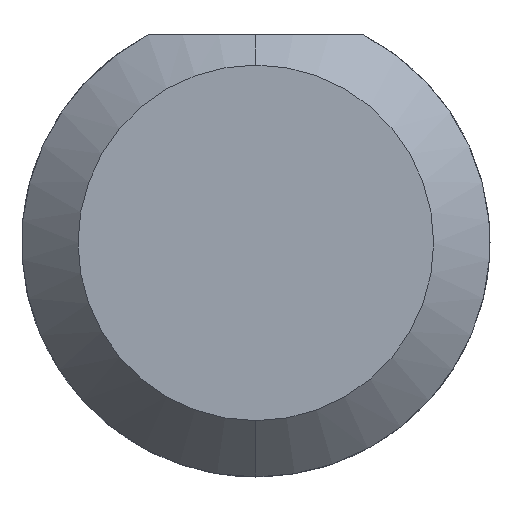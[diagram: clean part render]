
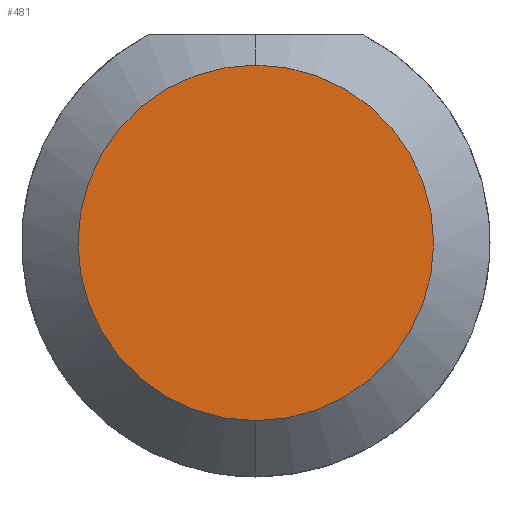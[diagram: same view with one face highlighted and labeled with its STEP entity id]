
A CAD part, left-side view. The second image highlights one B-rep face of the part: STEP entity #481.
In plain terms, the highlighted planar face has unit normal (-1, 0, 0).
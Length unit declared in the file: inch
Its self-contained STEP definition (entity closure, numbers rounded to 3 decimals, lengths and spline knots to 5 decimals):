
#17 = DIRECTION ( 'NONE',  ( 1., 0., 0. ) ) ;
#64 = CIRCLE ( 'NONE', #813, 0.04735 ) ;
#81 = CARTESIAN_POINT ( 'NONE',  ( 0., 0., 0. ) ) ;
#135 = CARTESIAN_POINT ( 'NONE',  ( 0., 0., 0.04735 ) ) ;
#168 = VERTEX_POINT ( 'NONE', #135 ) ;
#196 = VERTEX_POINT ( 'NONE', #296 ) ;
#206 = ORIENTED_EDGE ( 'NONE', *, *, #685, .T. ) ;
#212 = DIRECTION ( 'NONE',  ( -1., 0., 0. ) ) ;
#296 = CARTESIAN_POINT ( 'NONE',  ( 0., 0., -0.04735 ) ) ;
#304 = AXIS2_PLACEMENT_3D ( 'NONE', #438, #17, #610 ) ;
#330 = DIRECTION ( 'NONE',  ( -1., 0., 0. ) ) ;
#339 = EDGE_CURVE ( 'NONE', #196, #168, #64, .T. ) ;
#433 = ORIENTED_EDGE ( 'NONE', *, *, #339, .T. ) ;
#438 = CARTESIAN_POINT ( 'NONE',  ( 0., 0., 0. ) ) ;
#458 = EDGE_LOOP ( 'NONE', ( #433, #206 ) ) ;
#460 = AXIS2_PLACEMENT_3D ( 'NONE', #531, #212, #950 ) ;
#481 = ADVANCED_FACE ( 'NONE', ( #937 ), #853, .F. ) ;
#531 = CARTESIAN_POINT ( 'NONE',  ( 0., 0., 0. ) ) ;
#610 = DIRECTION ( 'NONE',  ( 0., 0., -1. ) ) ;
#685 = EDGE_CURVE ( 'NONE', #168, #196, #793, .T. ) ;
#793 = CIRCLE ( 'NONE', #460, 0.04735 ) ;
#813 = AXIS2_PLACEMENT_3D ( 'NONE', #81, #330, #986 ) ;
#853 = PLANE ( 'NONE',  #304 ) ;
#937 = FACE_OUTER_BOUND ( 'NONE', #458, .T. ) ;
#950 = DIRECTION ( 'NONE',  ( 0., 0., -1. ) ) ;
#986 = DIRECTION ( 'NONE',  ( 0., 0., -1. ) ) ;
